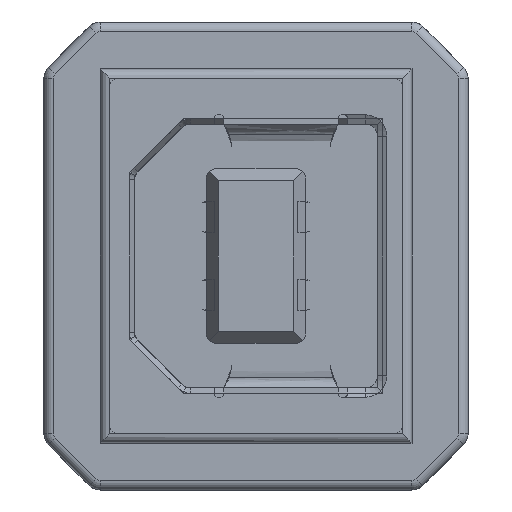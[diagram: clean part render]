
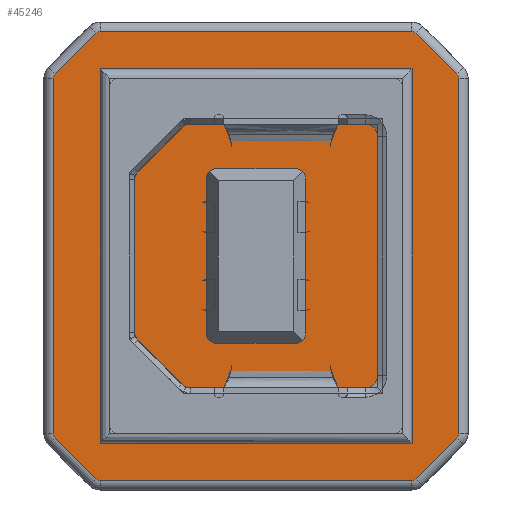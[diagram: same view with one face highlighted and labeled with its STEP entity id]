
A CAD part, left-side view. The second image highlights one B-rep face of the part: STEP entity #45246.
In plain terms, the highlighted face is planar.
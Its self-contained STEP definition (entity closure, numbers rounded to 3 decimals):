
#289 = CIRCLE ( 'NONE', #19803, 0.2 ) ;
#690 = CIRCLE ( 'NONE', #28365, 0.2 ) ;
#747 = CARTESIAN_POINT ( 'NONE',  ( 0.359, 1.666, 0. ) ) ;
#922 = CIRCLE ( 'NONE', #25849, 0.2 ) ;
#1453 = DIRECTION ( 'NONE',  ( 0., 0., -1. ) ) ;
#2161 = LINE ( 'NONE', #23012, #44421 ) ;
#2803 = CARTESIAN_POINT ( 'NONE',  ( 1.807, 0.3, 0. ) ) ;
#2865 = ORIENTED_EDGE ( 'NONE', *, *, #8520, .T. ) ;
#3000 = VERTEX_POINT ( 'NONE', #15434 ) ;
#4075 = DIRECTION ( 'NONE',  ( 0.707, 0.707, 0. ) ) ;
#4271 = DIRECTION ( 'NONE',  ( 0., 0., -1. ) ) ;
#4578 = VECTOR ( 'NONE', #4704, 1000. ) ;
#4704 = DIRECTION ( 'NONE',  ( 0.707, -0.707, 0. ) ) ;
#5049 = EDGE_CURVE ( 'NONE', #6182, #11362, #289, .T. ) ;
#5658 = LINE ( 'NONE', #18556, #11338 ) ;
#5996 = CARTESIAN_POINT ( 'NONE',  ( 0., 0., 0. ) ) ;
#6148 = CARTESIAN_POINT ( 'NONE',  ( 1.666, 13.241, 0. ) ) ;
#6182 = VERTEX_POINT ( 'NONE', #747 ) ;
#6558 = DIRECTION ( 'NONE',  ( -1., 0., 0. ) ) ;
#8074 = EDGE_LOOP ( 'NONE', ( #23241, #46373, #27842, #23194, #24988, #44658, #29048, #26179, #28151, #22187, #2865, #38806, #24353, #27780, #17954, #40641 ) ) ;
#8115 = CARTESIAN_POINT ( 'NONE',  ( 14.7, 1.807, 0. ) ) ;
#8429 = CARTESIAN_POINT ( 'NONE',  ( 13.193, 13.3, 0. ) ) ;
#8520 = EDGE_CURVE ( 'NONE', #11362, #38767, #11364, .T. ) ;
#9022 = DIRECTION ( 'NONE',  ( -1., 0., 0. ) ) ;
#10599 = DIRECTION ( 'NONE',  ( -1., 0., 0. ) ) ;
#11338 = VECTOR ( 'NONE', #4075, 1000. ) ;
#11362 = VERTEX_POINT ( 'NONE', #29814 ) ;
#11364 = LINE ( 'NONE', #26085, #17556 ) ;
#11463 = VERTEX_POINT ( 'NONE', #36718 ) ;
#11532 = DIRECTION ( 'NONE',  ( -1., 0., 0. ) ) ;
#11824 = AXIS2_PLACEMENT_3D ( 'NONE', #14235, #31979, #10599 ) ;
#12957 = VERTEX_POINT ( 'NONE', #32825 ) ;
#13613 = AXIS2_PLACEMENT_3D ( 'NONE', #5996, #41594, #9022 ) ;
#14182 = LINE ( 'NONE', #15405, #4578 ) ;
#14235 = CARTESIAN_POINT ( 'NONE',  ( 14.5, 11.793, 0. ) ) ;
#14302 = LINE ( 'NONE', #2803, #22184 ) ;
#14903 = VERTEX_POINT ( 'NONE', #27265 ) ;
#15394 = EDGE_CURVE ( 'NONE', #29628, #11463, #23675, .T. ) ;
#15405 = CARTESIAN_POINT ( 'NONE',  ( 13.288, 13.288, 0. ) ) ;
#15434 = CARTESIAN_POINT ( 'NONE',  ( 0.359, 11.934, 0. ) ) ;
#17556 = VECTOR ( 'NONE', #37170, 1000. ) ;
#17954 = ORIENTED_EDGE ( 'NONE', *, *, #21062, .T. ) ;
#18395 = EDGE_CURVE ( 'NONE', #20084, #6182, #40914, .T. ) ;
#18555 = EDGE_CURVE ( 'NONE', #38767, #3000, #922, .T. ) ;
#18556 = CARTESIAN_POINT ( 'NONE',  ( -5.788, 5.788, 0. ) ) ;
#19398 = VECTOR ( 'NONE', #26688, 1000. ) ;
#19399 = CARTESIAN_POINT ( 'NONE',  ( 13.193, 13.3, 0. ) ) ;
#19645 = EDGE_CURVE ( 'NONE', #31644, #42643, #35722, .T. ) ;
#19803 = AXIS2_PLACEMENT_3D ( 'NONE', #28164, #35353, #6558 ) ;
#19853 = CIRCLE ( 'NONE', #40398, 0.2 ) ;
#20084 = VERTEX_POINT ( 'NONE', #45340 ) ;
#20427 = DIRECTION ( 'NONE',  ( -0.707, 0.707, 0. ) ) ;
#21062 = EDGE_CURVE ( 'NONE', #36975, #31644, #37953, .T. ) ;
#21632 = EDGE_CURVE ( 'NONE', #14903, #12957, #14302, .T. ) ;
#21769 = EDGE_CURVE ( 'NONE', #12957, #20084, #30059, .T. ) ;
#21864 = DIRECTION ( 'NONE',  ( -1., 0., 0. ) ) ;
#21985 = VERTEX_POINT ( 'NONE', #6148 ) ;
#21995 = DIRECTION ( 'NONE',  ( 0., 0., -1. ) ) ;
#21996 = AXIS2_PLACEMENT_3D ( 'NONE', #30565, #34305, #38260 ) ;
#22183 = DIRECTION ( 'NONE',  ( 0., 0., -1. ) ) ;
#22184 = VECTOR ( 'NONE', #45498, 1000. ) ;
#22187 = ORIENTED_EDGE ( 'NONE', *, *, #5049, .T. ) ;
#22264 = CARTESIAN_POINT ( 'NONE',  ( 13.193, 0.5, 0. ) ) ;
#22272 = VERTEX_POINT ( 'NONE', #26486 ) ;
#22453 = EDGE_CURVE ( 'NONE', #23199, #14903, #19853, .T. ) ;
#22561 = EDGE_CURVE ( 'NONE', #21985, #36975, #690, .T. ) ;
#22730 = DIRECTION ( 'NONE',  ( -1., 0., 0. ) ) ;
#22933 = CARTESIAN_POINT ( 'NONE',  ( 14.5, 1.807, 0. ) ) ;
#23012 = CARTESIAN_POINT ( 'NONE',  ( 6.488, -6.488, 0. ) ) ;
#23194 = ORIENTED_EDGE ( 'NONE', *, *, #15394, .T. ) ;
#23199 = VERTEX_POINT ( 'NONE', #44070 ) ;
#23241 = ORIENTED_EDGE ( 'NONE', *, *, #35548, .T. ) ;
#23675 = CIRCLE ( 'NONE', #31417, 0.2 ) ;
#24353 = ORIENTED_EDGE ( 'NONE', *, *, #41740, .T. ) ;
#24988 = ORIENTED_EDGE ( 'NONE', *, *, #33207, .T. ) ;
#25489 = CARTESIAN_POINT ( 'NONE',  ( 13.334, 13.241, 0. ) ) ;
#25670 = DIRECTION ( 'NONE',  ( -1., 0., 0. ) ) ;
#25849 = AXIS2_PLACEMENT_3D ( 'NONE', #40080, #21995, #25670 ) ;
#26085 = CARTESIAN_POINT ( 'NONE',  ( 0.3, 11.793, 0. ) ) ;
#26179 = ORIENTED_EDGE ( 'NONE', *, *, #21769, .T. ) ;
#26486 = CARTESIAN_POINT ( 'NONE',  ( 14.7, 11.793, 0. ) ) ;
#26568 = DIRECTION ( 'NONE',  ( 0., 0., -1. ) ) ;
#26688 = DIRECTION ( 'NONE',  ( 1., 0., 0. ) ) ;
#26878 = DIRECTION ( 'NONE',  ( -1., 0., 0. ) ) ;
#27265 = CARTESIAN_POINT ( 'NONE',  ( 13.193, 0.3, 0. ) ) ;
#27780 = ORIENTED_EDGE ( 'NONE', *, *, #22561, .T. ) ;
#27842 = ORIENTED_EDGE ( 'NONE', *, *, #37936, .T. ) ;
#28151 = ORIENTED_EDGE ( 'NONE', *, *, #18395, .T. ) ;
#28164 = CARTESIAN_POINT ( 'NONE',  ( 0.5, 1.807, 0. ) ) ;
#28365 = AXIS2_PLACEMENT_3D ( 'NONE', #41286, #1453, #22730 ) ;
#29048 = ORIENTED_EDGE ( 'NONE', *, *, #21632, .T. ) ;
#29570 = CARTESIAN_POINT ( 'NONE',  ( 13.193, 13.1, 0. ) ) ;
#29628 = VERTEX_POINT ( 'NONE', #32949 ) ;
#29814 = CARTESIAN_POINT ( 'NONE',  ( 0.3, 1.807, 0. ) ) ;
#30059 = CIRCLE ( 'NONE', #21996, 0.2 ) ;
#30261 = CARTESIAN_POINT ( 'NONE',  ( 1.807, 13.3, 0. ) ) ;
#30565 = CARTESIAN_POINT ( 'NONE',  ( 1.807, 0.5, 0. ) ) ;
#31417 = AXIS2_PLACEMENT_3D ( 'NONE', #22933, #26568, #26878 ) ;
#31644 = VERTEX_POINT ( 'NONE', #8429 ) ;
#31979 = DIRECTION ( 'NONE',  ( 0., 0., -1. ) ) ;
#32166 = CARTESIAN_POINT ( 'NONE',  ( 0.3, 11.793, 0. ) ) ;
#32788 = EDGE_CURVE ( 'NONE', #38467, #22272, #38237, .T. ) ;
#32825 = CARTESIAN_POINT ( 'NONE',  ( 1.807, 0.3, 0. ) ) ;
#32949 = CARTESIAN_POINT ( 'NONE',  ( 14.7, 1.807, 0. ) ) ;
#33193 = CARTESIAN_POINT ( 'NONE',  ( 14.641, 11.934, 0. ) ) ;
#33207 = EDGE_CURVE ( 'NONE', #11463, #23199, #2161, .T. ) ;
#34259 = DIRECTION ( 'NONE',  ( -0.707, -0.707, 0. ) ) ;
#34305 = DIRECTION ( 'NONE',  ( 0., 0., -1. ) ) ;
#34631 = PLANE ( 'NONE',  #13613 ) ;
#35353 = DIRECTION ( 'NONE',  ( 0., 0., -1. ) ) ;
#35548 = EDGE_CURVE ( 'NONE', #42643, #38467, #14182, .T. ) ;
#35722 = CIRCLE ( 'NONE', #37272, 0.2 ) ;
#36718 = CARTESIAN_POINT ( 'NONE',  ( 14.641, 1.666, 0. ) ) ;
#36845 = LINE ( 'NONE', #8115, #40800 ) ;
#36958 = VECTOR ( 'NONE', #20427, 1000. ) ;
#36975 = VERTEX_POINT ( 'NONE', #30261 ) ;
#37170 = DIRECTION ( 'NONE',  ( 0., 1., 0. ) ) ;
#37272 = AXIS2_PLACEMENT_3D ( 'NONE', #29570, #22183, #21864 ) ;
#37936 = EDGE_CURVE ( 'NONE', #22272, #29628, #36845, .T. ) ;
#37953 = LINE ( 'NONE', #19399, #19398 ) ;
#38237 = CIRCLE ( 'NONE', #11824, 0.2 ) ;
#38260 = DIRECTION ( 'NONE',  ( -1., 0., 0. ) ) ;
#38467 = VERTEX_POINT ( 'NONE', #33193 ) ;
#38767 = VERTEX_POINT ( 'NONE', #32166 ) ;
#38806 = ORIENTED_EDGE ( 'NONE', *, *, #18555, .T. ) ;
#38833 = CARTESIAN_POINT ( 'NONE',  ( 1.012, 1.012, 0. ) ) ;
#40080 = CARTESIAN_POINT ( 'NONE',  ( 0.5, 11.793, 0. ) ) ;
#40398 = AXIS2_PLACEMENT_3D ( 'NONE', #22264, #4271, #11532 ) ;
#40641 = ORIENTED_EDGE ( 'NONE', *, *, #19645, .T. ) ;
#40800 = VECTOR ( 'NONE', #44009, 1000. ) ;
#40914 = LINE ( 'NONE', #38833, #36958 ) ;
#41286 = CARTESIAN_POINT ( 'NONE',  ( 1.807, 13.1, 0. ) ) ;
#41594 = DIRECTION ( 'NONE',  ( 0., 0., -1. ) ) ;
#41740 = EDGE_CURVE ( 'NONE', #3000, #21985, #5658, .T. ) ;
#42643 = VERTEX_POINT ( 'NONE', #25489 ) ;
#44009 = DIRECTION ( 'NONE',  ( 0., -1., 0. ) ) ;
#44070 = CARTESIAN_POINT ( 'NONE',  ( 13.334, 0.359, 0. ) ) ;
#44421 = VECTOR ( 'NONE', #34259, 1000. ) ;
#44658 = ORIENTED_EDGE ( 'NONE', *, *, #22453, .T. ) ;
#45246 = ADVANCED_FACE ( 'NONE', ( #45411 ), #34631, .T. ) ;
#45340 = CARTESIAN_POINT ( 'NONE',  ( 1.666, 0.359, 0. ) ) ;
#45411 = FACE_OUTER_BOUND ( 'NONE', #8074, .T. ) ;
#45498 = DIRECTION ( 'NONE',  ( -1., 0., 0. ) ) ;
#46373 = ORIENTED_EDGE ( 'NONE', *, *, #32788, .T. ) ;
